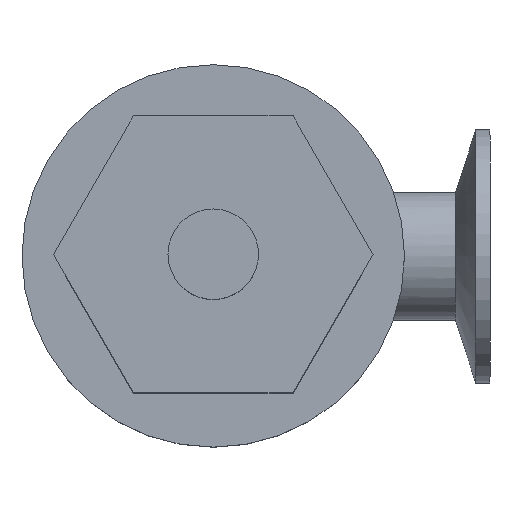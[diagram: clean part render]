
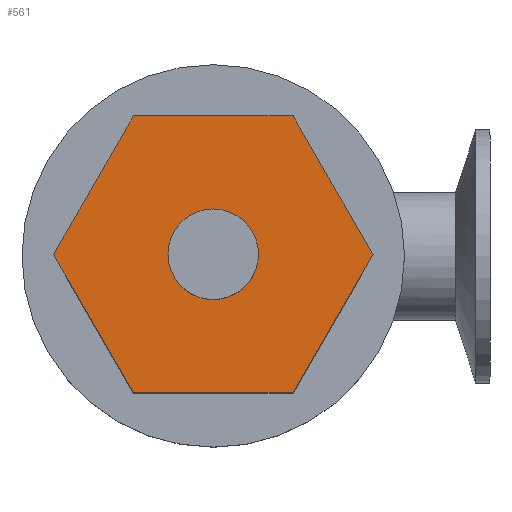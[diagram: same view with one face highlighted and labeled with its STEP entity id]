
A CAD part, top view. The second image highlights one B-rep face of the part: STEP entity #561.
In plain terms, the highlighted planar face has unit normal (0, 0, 1).
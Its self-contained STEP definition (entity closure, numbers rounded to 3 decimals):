
#38=FACE_BOUND('',#123,.T.);
#49=CIRCLE('',#624,9.);
#81=FACE_OUTER_BOUND('',#122,.T.);
#122=EDGE_LOOP('',(#446,#447,#448,#449,#450,#451));
#123=EDGE_LOOP('',(#452));
#152=LINE('',#842,#202);
#155=LINE('',#847,#205);
#157=LINE('',#851,#207);
#159=LINE('',#855,#209);
#161=LINE('',#859,#211);
#163=LINE('',#862,#213);
#202=VECTOR('',#671,10.);
#205=VECTOR('',#676,10.);
#207=VECTOR('',#680,10.);
#209=VECTOR('',#684,10.);
#211=VECTOR('',#688,10.);
#213=VECTOR('',#692,10.);
#253=VERTEX_POINT('',#840);
#254=VERTEX_POINT('',#841);
#255=VERTEX_POINT('',#846);
#256=VERTEX_POINT('',#850);
#257=VERTEX_POINT('',#854);
#258=VERTEX_POINT('',#858);
#276=VERTEX_POINT('',#914);
#302=EDGE_CURVE('',#253,#254,#152,.T.);
#305=EDGE_CURVE('',#254,#255,#155,.T.);
#307=EDGE_CURVE('',#255,#256,#157,.T.);
#309=EDGE_CURVE('',#256,#257,#159,.T.);
#311=EDGE_CURVE('',#257,#258,#161,.T.);
#313=EDGE_CURVE('',#258,#253,#163,.T.);
#337=EDGE_CURVE('',#276,#276,#49,.T.);
#446=ORIENTED_EDGE('',*,*,#302,.F.);
#447=ORIENTED_EDGE('',*,*,#313,.F.);
#448=ORIENTED_EDGE('',*,*,#311,.F.);
#449=ORIENTED_EDGE('',*,*,#309,.F.);
#450=ORIENTED_EDGE('',*,*,#307,.F.);
#451=ORIENTED_EDGE('',*,*,#305,.F.);
#452=ORIENTED_EDGE('',*,*,#337,.T.);
#537=PLANE('',#625);
#561=ADVANCED_FACE('',(#81,#38),#537,.T.);
#624=AXIS2_PLACEMENT_3D('',#915,#743,#744);
#625=AXIS2_PLACEMENT_3D('',#917,#746,#747);
#671=DIRECTION('',(-0.5,-0.866,0.));
#676=DIRECTION('',(-1.,0.,0.));
#680=DIRECTION('',(-0.5,0.866,0.));
#684=DIRECTION('',(0.5,0.866,0.));
#688=DIRECTION('',(1.,0.,0.));
#692=DIRECTION('',(0.5,-0.866,0.));
#743=DIRECTION('center_axis',(0.,0.,-1.));
#744=DIRECTION('ref_axis',(-1.,0.,0.));
#746=DIRECTION('center_axis',(0.,0.,1.));
#747=DIRECTION('ref_axis',(1.,0.,0.));
#840=CARTESIAN_POINT('',(31.754,0.,225.));
#841=CARTESIAN_POINT('',(15.877,-27.5,225.));
#842=CARTESIAN_POINT('',(31.754,0.,225.));
#846=CARTESIAN_POINT('',(-15.877,-27.5,225.));
#847=CARTESIAN_POINT('',(15.877,-27.5,225.));
#850=CARTESIAN_POINT('',(-31.754,0.,225.));
#851=CARTESIAN_POINT('',(-15.877,-27.5,225.));
#854=CARTESIAN_POINT('',(-15.877,27.5,225.));
#855=CARTESIAN_POINT('',(-31.754,0.,225.));
#858=CARTESIAN_POINT('',(15.877,27.5,225.));
#859=CARTESIAN_POINT('',(-15.877,27.5,225.));
#862=CARTESIAN_POINT('',(15.877,27.5,225.));
#914=CARTESIAN_POINT('',(9.,0.,225.));
#915=CARTESIAN_POINT('Origin',(0.,0.,225.));
#917=CARTESIAN_POINT('Origin',(-13.5,0.,225.));
